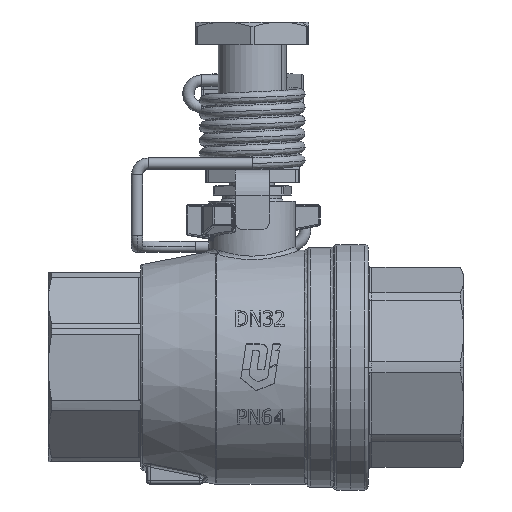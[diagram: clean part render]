
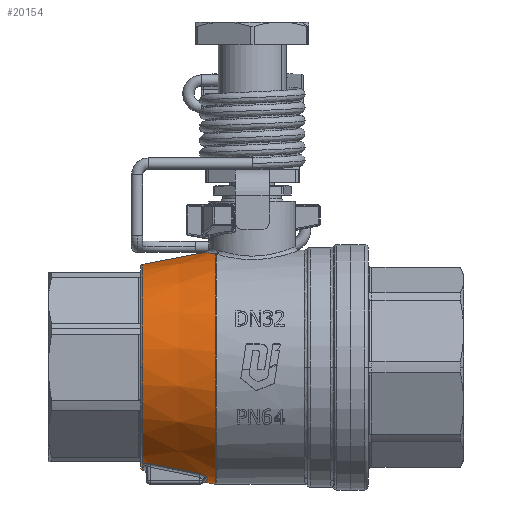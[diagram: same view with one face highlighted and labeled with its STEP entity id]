
A CAD part, front view. The second image highlights one B-rep face of the part: STEP entity #20154.
In plain terms, the highlighted conical face has half-angle 10.88 degrees and reference radius 29.03 mm.
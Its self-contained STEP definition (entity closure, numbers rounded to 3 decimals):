
#12871=CARTESIAN_POINT('',(-9.594,0.,-30.982));
#12872=VERTEX_POINT('',#12871);
#12889=CARTESIAN_POINT('',(-9.594,-7.543,30.05));
#12890=VERTEX_POINT('',#12889);
#12898=CARTESIAN_POINT('',(-9.594,0.,0.));
#12899=DIRECTION('',(1.,-0.,-0.));
#12900=DIRECTION('',(-0.,-0.,-1.));
#12901=AXIS2_PLACEMENT_3D('',#12898,#12899,#12900);
#12902=CIRCLE('',#12901,30.982);
#12903=EDGE_CURVE('',#12890,#12872,#12902,.T.);
#16664=CARTESIAN_POINT('',(-29.094,0.,-27.234));
#16665=VERTEX_POINT('',#16664);
#16666=CARTESIAN_POINT('',(-28.811,0.,-27.288));
#16667=VERTEX_POINT('',#16666);
#16668=CARTESIAN_POINT('',(-29.094,0.,-27.234));
#16669=DIRECTION('',(0.982,-0.,-0.189));
#16670=VECTOR('',#16669,0.288);
#16671=LINE('',#16668,#16670);
#16672=EDGE_CURVE('',#16665,#16667,#16671,.T.);
#16683=CARTESIAN_POINT('',(-29.094,0.,27.234));
#16684=VERTEX_POINT('',#16683);
#16692=CARTESIAN_POINT('',(-12.311,0.,30.46));
#16693=VERTEX_POINT('',#16692);
#16694=CARTESIAN_POINT('',(-29.094,0.,27.234));
#16695=CARTESIAN_POINT('',(-23.5,0.,28.309));
#16696=CARTESIAN_POINT('',(-17.906,0.,29.384));
#16697=CARTESIAN_POINT('',(-12.311,0.,30.46));
#16698=B_SPLINE_CURVE_WITH_KNOTS('',3,(#16694,#16695,#16696,#16697),.UNSPECIFIED.,.F.,.F.,(4,4),(0.,1.),.UNSPECIFIED.);
#16699=EDGE_CURVE('',#16684,#16693,#16698,.T.);
#16723=CARTESIAN_POINT('',(-12.404,0.,-30.442));
#16724=VERTEX_POINT('',#16723);
#16725=CARTESIAN_POINT('',(-12.404,0.,-30.442));
#16726=DIRECTION('',(0.982,-0.,-0.189));
#16727=VECTOR('',#16726,2.861);
#16728=LINE('',#16725,#16727);
#16729=EDGE_CURVE('',#16724,#12872,#16728,.T.);
#16827=CARTESIAN_POINT('',(-29.094,-27.234,0.));
#16828=VERTEX_POINT('',#16827);
#16836=CARTESIAN_POINT('',(-29.094,0.,0.));
#16837=DIRECTION('',(-1.,0.,0.));
#16838=DIRECTION('',(0.,1.,-0.));
#16839=AXIS2_PLACEMENT_3D('',#16836,#16837,#16838);
#16840=CIRCLE('',#16839,27.234);
#16841=EDGE_CURVE('',#16828,#16684,#16840,.T.);
#19896=CARTESIAN_POINT('',(-29.094,0.,0.));
#19897=DIRECTION('',(-1.,0.,0.));
#19898=DIRECTION('',(0.,1.,-0.));
#19899=AXIS2_PLACEMENT_3D('',#19896,#19897,#19898);
#19900=CIRCLE('',#19899,27.234);
#19901=EDGE_CURVE('',#16665,#16828,#19900,.T.);
#20058=CARTESIAN_POINT('',(-19.75,0.,0.));
#20059=DIRECTION('',(1.,-0.,-0.));
#20060=DIRECTION('',(-0.,-0.,-1.));
#20061=AXIS2_PLACEMENT_3D('',#20058,#20059,#20060);
#20062=CONICAL_SURFACE('',#20061,29.03,10.88);
#20063=ORIENTED_EDGE('',*,*,#16672,.T.);
#20064=CARTESIAN_POINT('',(-28.811,-8.687,-25.869));
#20065=VERTEX_POINT('',#20064);
#20066=CARTESIAN_POINT('',(-28.811,0.,0.));
#20067=DIRECTION('',(1.,-0.,-0.));
#20068=DIRECTION('',(-0.,-0.,-1.));
#20069=AXIS2_PLACEMENT_3D('',#20066,#20067,#20068);
#20070=CIRCLE('',#20069,27.288);
#20071=EDGE_CURVE('',#20065,#16667,#20070,.T.);
#20072=ORIENTED_EDGE('',*,*,#20071,.F.);
#20073=CARTESIAN_POINT('',(-26.811,-10.623,-25.552));
#20074=VERTEX_POINT('',#20073);
#20075=CARTESIAN_POINT('',(-26.811,-10.623,-25.552));
#20076=CARTESIAN_POINT('',(-27.072,-10.622,-25.498));
#20077=CARTESIAN_POINT('',(-27.339,-10.571,-25.465));
#20078=CARTESIAN_POINT('',(-27.584,-10.471,-25.455));
#20079=CARTESIAN_POINT('',(-27.83,-10.371,-25.445));
#20080=CARTESIAN_POINT('',(-28.055,-10.222,-25.459));
#20081=CARTESIAN_POINT('',(-28.24,-10.039,-25.493));
#20082=CARTESIAN_POINT('',(-28.426,-9.856,-25.526));
#20083=CARTESIAN_POINT('',(-28.569,-9.641,-25.579));
#20084=CARTESIAN_POINT('',(-28.666,-9.409,-25.645));
#20085=CARTESIAN_POINT('',(-28.762,-9.178,-25.71));
#20086=CARTESIAN_POINT('',(-28.811,-8.932,-25.787));
#20087=CARTESIAN_POINT('',(-28.811,-8.687,-25.869));
#20088=B_SPLINE_CURVE_WITH_KNOTS('',3,(#20075,#20076,#20077,#20078,#20079,#20080,#20081,#20082,#20083,#20084,#20085,#20086,#20087),.UNSPECIFIED.,.F.,.F.,(4,3,3,3,4),(0.,0.08,0.16,0.24,0.32),.UNSPECIFIED.);
#20089=EDGE_CURVE('',#20074,#20065,#20088,.T.);
#20090=ORIENTED_EDGE('',*,*,#20089,.F.);
#20091=CARTESIAN_POINT('',(-13.811,-10.653,-28.228));
#20092=VERTEX_POINT('',#20091);
#20093=CARTESIAN_POINT('',(-13.811,-10.653,-28.228));
#20094=CARTESIAN_POINT('',(-18.146,-10.644,-27.341));
#20095=CARTESIAN_POINT('',(-22.479,-10.634,-26.45));
#20096=CARTESIAN_POINT('',(-26.811,-10.623,-25.552));
#20097=B_SPLINE_CURVE_WITH_KNOTS('',3,(#20093,#20094,#20095,#20096),.UNSPECIFIED.,.F.,.F.,(4,4),(-1.327,0.),.UNSPECIFIED.);
#20098=EDGE_CURVE('',#20092,#20074,#20097,.T.);
#20099=ORIENTED_EDGE('',*,*,#20098,.F.);
#20100=CARTESIAN_POINT('',(-11.923,-9.357,-29.065));
#20101=VERTEX_POINT('',#20100);
#20102=CARTESIAN_POINT('',(-11.923,-9.357,-29.065));
#20103=CARTESIAN_POINT('',(-12.057,-9.731,-28.918));
#20104=CARTESIAN_POINT('',(-12.309,-10.058,-28.753));
#20105=CARTESIAN_POINT('',(-12.64,-10.289,-28.602));
#20106=CARTESIAN_POINT('',(-12.972,-10.519,-28.451));
#20107=CARTESIAN_POINT('',(-13.384,-10.654,-28.315));
#20108=CARTESIAN_POINT('',(-13.811,-10.653,-28.228));
#20109=B_SPLINE_CURVE_WITH_KNOTS('',3,(#20102,#20103,#20104,#20105,#20106,#20107,#20108),.UNSPECIFIED.,.F.,.F.,(4,3,4),(0.,0.131,0.262),.UNSPECIFIED.);
#20110=EDGE_CURVE('',#20101,#20092,#20109,.T.);
#20111=ORIENTED_EDGE('',*,*,#20110,.F.);
#20112=CARTESIAN_POINT('',(-11.824,-8.72,-29.283));
#20113=VERTEX_POINT('',#20112);
#20114=CARTESIAN_POINT('',(-11.824,-8.72,-29.283));
#20115=CARTESIAN_POINT('',(-11.816,-8.939,-29.219));
#20116=CARTESIAN_POINT('',(-11.85,-9.156,-29.145));
#20117=CARTESIAN_POINT('',(-11.923,-9.357,-29.065));
#20118=B_SPLINE_CURVE_WITH_KNOTS('',3,(#20114,#20115,#20116,#20117),.UNSPECIFIED.,.F.,.F.,(4,4),(-0.071,0.),.UNSPECIFIED.);
#20119=EDGE_CURVE('',#20113,#20101,#20118,.T.);
#20120=ORIENTED_EDGE('',*,*,#20119,.F.);
#20121=CARTESIAN_POINT('',(-12.404,0.,-30.442));
#20122=CARTESIAN_POINT('',(-12.405,-0.368,-30.442));
#20123=CARTESIAN_POINT('',(-12.401,-0.737,-30.436));
#20124=CARTESIAN_POINT('',(-12.39,-1.105,-30.424));
#20125=CARTESIAN_POINT('',(-12.38,-1.473,-30.413));
#20126=CARTESIAN_POINT('',(-12.363,-1.841,-30.396));
#20127=CARTESIAN_POINT('',(-12.341,-2.208,-30.374));
#20128=CARTESIAN_POINT('',(-12.297,-2.943,-30.329));
#20129=CARTESIAN_POINT('',(-12.235,-3.675,-30.261));
#20130=CARTESIAN_POINT('',(-12.167,-4.404,-30.168));
#20131=CARTESIAN_POINT('',(-12.031,-5.861,-29.981));
#20132=CARTESIAN_POINT('',(-11.872,-7.304,-29.694));
#20133=CARTESIAN_POINT('',(-11.824,-8.72,-29.283));
#20134=B_SPLINE_CURVE_WITH_KNOTS('',3,(#20121,#20122,#20123,#20124,#20125,#20126,#20127,#20128,#20129,#20130,#20131,#20132,#20133),.UNSPECIFIED.,.F.,.F.,(4,3,3,3,4),(-0.913,-0.799,-0.685,-0.457,-0.),.UNSPECIFIED.);
#20135=EDGE_CURVE('',#16724,#20113,#20134,.T.);
#20136=ORIENTED_EDGE('',*,*,#20135,.F.);
#20137=ORIENTED_EDGE('',*,*,#16729,.T.);
#20138=ORIENTED_EDGE('',*,*,#12903,.F.);
#20139=CARTESIAN_POINT('',(-12.311,0.,30.46));
#20140=CARTESIAN_POINT('',(-12.312,-1.358,30.46));
#20141=CARTESIAN_POINT('',(-12.071,-2.714,30.412));
#20142=CARTESIAN_POINT('',(-11.609,-3.995,30.333));
#20143=CARTESIAN_POINT('',(-11.146,-5.275,30.254));
#20144=CARTESIAN_POINT('',(-10.464,-6.481,30.144));
#20145=CARTESIAN_POINT('',(-9.594,-7.543,30.05));
#20146=B_SPLINE_CURVE_WITH_KNOTS('',3,(#20139,#20140,#20141,#20142,#20143,#20144,#20145),.UNSPECIFIED.,.F.,.F.,(4,3,4),(-0.841,-0.421,-0.),.UNSPECIFIED.);
#20147=EDGE_CURVE('',#16693,#12890,#20146,.T.);
#20148=ORIENTED_EDGE('',*,*,#20147,.F.);
#20149=ORIENTED_EDGE('',*,*,#16699,.F.);
#20150=ORIENTED_EDGE('',*,*,#16841,.F.);
#20151=ORIENTED_EDGE('',*,*,#19901,.F.);
#20152=EDGE_LOOP('',(#20063,#20072,#20090,#20099,#20111,#20120,#20136,#20137,#20138,#20148,#20149,#20150,#20151));
#20153=FACE_BOUND('',#20152,.T.);
#20154=ADVANCED_FACE('',(#20153),#20062,.T.);
